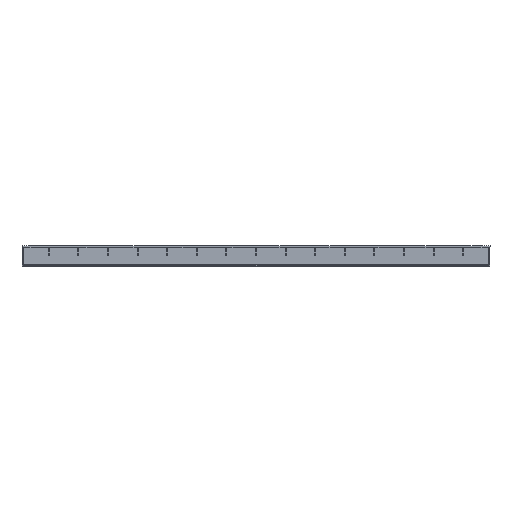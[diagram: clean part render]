
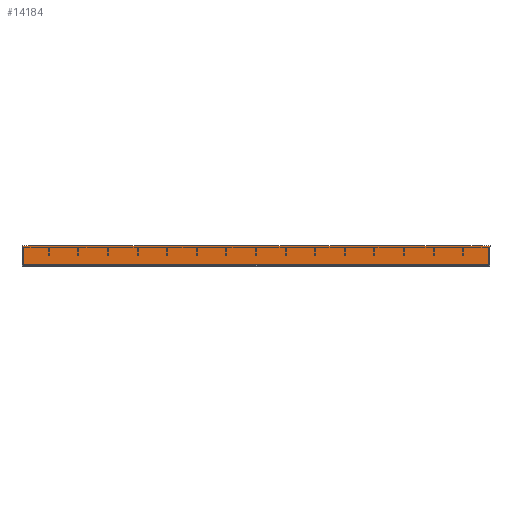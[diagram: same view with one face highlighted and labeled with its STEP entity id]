
A CAD part, top view. The second image highlights one B-rep face of the part: STEP entity #14184.
In plain terms, the highlighted planar face has unit normal (0, 0, 1).
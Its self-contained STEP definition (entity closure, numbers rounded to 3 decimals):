
#648 = DIRECTION ( 'NONE',  ( 0., -1., 0. ) ) ;
#3386 = VECTOR ( 'NONE', #25418, 1000. ) ;
#6655 = CARTESIAN_POINT ( 'NONE',  ( 0., -10., 0. ) ) ;
#7666 = EDGE_CURVE ( 'NONE', #22337, #9094, #62261, .T. ) ;
#7960 = LINE ( 'NONE', #39774, #3386 ) ;
#8162 = VERTEX_POINT ( 'NONE', #45148 ) ;
#9094 = VERTEX_POINT ( 'NONE', #24083 ) ;
#12020 = DIRECTION ( 'NONE',  ( 0., 0., -1. ) ) ;
#13256 = CARTESIAN_POINT ( 'NONE',  ( 490., 10., 0. ) ) ;
#13378 = CARTESIAN_POINT ( 'NONE',  ( 0., -3.333, 0. ) ) ;
#13465 = EDGE_CURVE ( 'NONE', #41446, #8162, #14061, .T. ) ;
#14061 = LINE ( 'NONE', #48782, #47260 ) ;
#14155 = LINE ( 'NONE', #42618, #48100 ) ;
#14184 = ADVANCED_FACE ( 'NONE', ( #56981 ), #58676, .F. ) ;
#16672 = DIRECTION ( 'NONE',  ( 0., 1., 0. ) ) ;
#22337 = VERTEX_POINT ( 'NONE', #6655 ) ;
#22469 = ORIENTED_EDGE ( 'NONE', *, *, #25288, .T. ) ;
#22647 = CARTESIAN_POINT ( 'NONE',  ( 0., 3.333, 0. ) ) ;
#22824 = ORIENTED_EDGE ( 'NONE', *, *, #13465, .F. ) ;
#24083 = CARTESIAN_POINT ( 'NONE',  ( 0., 10., 0. ) ) ;
#25288 = EDGE_CURVE ( 'NONE', #41446, #9094, #7960, .T. ) ;
#25418 = DIRECTION ( 'NONE',  ( -1., 0., 0. ) ) ;
#27538 = ORIENTED_EDGE ( 'NONE', *, *, #62698, .F. ) ;
#32315 = CARTESIAN_POINT ( 'NONE',  ( 0., 10., 0. ) ) ;
#39774 = CARTESIAN_POINT ( 'NONE',  ( 490., 10., 0. ) ) ;
#41446 = VERTEX_POINT ( 'NONE', #13256 ) ;
#42618 = CARTESIAN_POINT ( 'NONE',  ( 490., -10., 0. ) ) ;
#45148 = CARTESIAN_POINT ( 'NONE',  ( 490., -10., 0. ) ) ;
#46806 = EDGE_LOOP ( 'NONE', ( #22469, #51843, #27538, #22824 ) ) ;
#47260 = VECTOR ( 'NONE', #648, 1000. ) ;
#48100 = VECTOR ( 'NONE', #48118, 1000. ) ;
#48118 = DIRECTION ( 'NONE',  ( -1., 0., 0. ) ) ;
#48782 = CARTESIAN_POINT ( 'NONE',  ( 490., 10., 0. ) ) ;
#50216 = CARTESIAN_POINT ( 'NONE',  ( 490., 10., 0. ) ) ;
#51843 = ORIENTED_EDGE ( 'NONE', *, *, #7666, .F. ) ;
#53190 = AXIS2_PLACEMENT_3D ( 'NONE', #50216, #12020, #16672 ) ;
#56981 = FACE_OUTER_BOUND ( 'NONE', #46806, .T. ) ;
#58676 = PLANE ( 'NONE',  #53190 ) ;
#61305 = CARTESIAN_POINT ( 'NONE',  ( 0., -10., 0. ) ) ;
#62261 = B_SPLINE_CURVE_WITH_KNOTS ( 'NONE', 3,
 ( #61305, #13378, #22647, #32315 ),
 .UNSPECIFIED., .F., .F.,
 ( 4, 4 ),
 ( 0., 1. ),
 .UNSPECIFIED. ) ;
#62698 = EDGE_CURVE ( 'NONE', #8162, #22337, #14155, .T. ) ;
